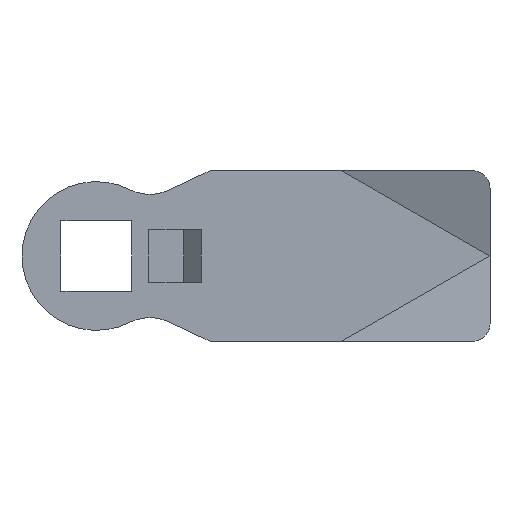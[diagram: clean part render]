
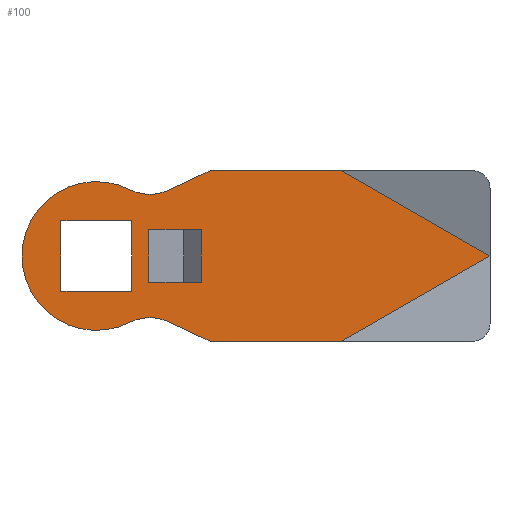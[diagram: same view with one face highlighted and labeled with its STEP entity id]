
A CAD part, front view. The second image highlights one B-rep face of the part: STEP entity #100.
In plain terms, the highlighted planar face has unit normal (0, -1, 0).
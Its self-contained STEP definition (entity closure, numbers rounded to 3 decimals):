
#100 = ADVANCED_FACE( '', ( #207, #208, #209 ), #210, .F. );
#207 = FACE_BOUND( '', #324, .T. );
#208 = FACE_OUTER_BOUND( '', #325, .T. );
#209 = FACE_BOUND( '', #326, .T. );
#210 = PLANE( '', #327 );
#324 = EDGE_LOOP( '', ( #486, #487, #488, #489 ) );
#325 = EDGE_LOOP( '', ( #490, #491, #492, #493, #494, #495, #496, #497, #498 ) );
#326 = EDGE_LOOP( '', ( #499, #500, #501, #502 ) );
#327 = AXIS2_PLACEMENT_3D( '', #503, #504, #505 );
#486 = ORIENTED_EDGE( '', *, *, #756, .F. );
#487 = ORIENTED_EDGE( '', *, *, #757, .T. );
#488 = ORIENTED_EDGE( '', *, *, #758, .T. );
#489 = ORIENTED_EDGE( '', *, *, #753, .F. );
#490 = ORIENTED_EDGE( '', *, *, #759, .T. );
#491 = ORIENTED_EDGE( '', *, *, #741, .T. );
#492 = ORIENTED_EDGE( '', *, *, #760, .F. );
#493 = ORIENTED_EDGE( '', *, *, #732, .F. );
#494 = ORIENTED_EDGE( '', *, *, #725, .T. );
#495 = ORIENTED_EDGE( '', *, *, #711, .T. );
#496 = ORIENTED_EDGE( '', *, *, #749, .F. );
#497 = ORIENTED_EDGE( '', *, *, #761, .T. );
#498 = ORIENTED_EDGE( '', *, *, #762, .F. );
#499 = ORIENTED_EDGE( '', *, *, #763, .T. );
#500 = ORIENTED_EDGE( '', *, *, #764, .T. );
#501 = ORIENTED_EDGE( '', *, *, #727, .T. );
#502 = ORIENTED_EDGE( '', *, *, #765, .T. );
#503 = CARTESIAN_POINT( '', ( -9., 0., 10. ) );
#504 = DIRECTION( '', ( 0., 1., 0. ) );
#505 = DIRECTION( '', ( 0., 0., 1. ) );
#711 = EDGE_CURVE( '', #837, #835, #838, .T. );
#725 = EDGE_CURVE( '', #853, #837, #862, .T. );
#727 = EDGE_CURVE( '', #864, #865, #866, .T. );
#732 = EDGE_CURVE( '', #853, #873, #874, .T. );
#741 = EDGE_CURVE( '', #880, #887, #889, .T. );
#749 = EDGE_CURVE( '', #899, #835, #901, .F. );
#753 = EDGE_CURVE( '', #906, #908, #909, .T. );
#756 = EDGE_CURVE( '', #912, #906, #913, .T. );
#757 = EDGE_CURVE( '', #912, #914, #915, .T. );
#758 = EDGE_CURVE( '', #914, #908, #916, .T. );
#759 = EDGE_CURVE( '', #917, #880, #918, .T. );
#760 = EDGE_CURVE( '', #873, #887, #919, .T. );
#761 = EDGE_CURVE( '', #899, #920, #921, .F. );
#762 = EDGE_CURVE( '', #917, #920, #922, .F. );
#763 = EDGE_CURVE( '', #923, #924, #925, .T. );
#764 = EDGE_CURVE( '', #924, #864, #926, .T. );
#765 = EDGE_CURVE( '', #865, #923, #927, .T. );
#835 = VERTEX_POINT( '', #1015 );
#837 = VERTEX_POINT( '', #1018 );
#838 = LINE( '', #1019, #1020 );
#853 = VERTEX_POINT( '', #1039 );
#862 = LINE( '', #1052, #1053 );
#864 = VERTEX_POINT( '', #1055 );
#865 = VERTEX_POINT( '', #1056 );
#866 = LINE( '', #1057, #1058 );
#873 = VERTEX_POINT( '', #1068 );
#874 = LINE( '', #1069, #1070 );
#880 = VERTEX_POINT( '', #1077 );
#887 = VERTEX_POINT( '', #1088 );
#889 = LINE( '', #1091, #1092 );
#899 = VERTEX_POINT( '', #1103 );
#901 = CIRCLE( '', #1106, 5. );
#906 = VERTEX_POINT( '', #1112 );
#908 = VERTEX_POINT( '', #1115 );
#909 = LINE( '', #1116, #1117 );
#912 = VERTEX_POINT( '', #1121 );
#913 = LINE( '', #1122, #1123 );
#914 = VERTEX_POINT( '', #1124 );
#915 = LINE( '', #1125, #1126 );
#916 = LINE( '', #1127, #1128 );
#917 = VERTEX_POINT( '', #1129 );
#918 = LINE( '', #1130, #1131 );
#919 = LINE( '', #1132, #1133 );
#920 = VERTEX_POINT( '', #1134 );
#921 = CIRCLE( '', #1135, 8.5 );
#922 = CIRCLE( '', #1136, 5. );
#923 = VERTEX_POINT( '', #1137 );
#924 = VERTEX_POINT( '', #1138 );
#925 = LINE( '', #1139, #1140 );
#926 = LINE( '', #1141, #1142 );
#927 = LINE( '', #1143, #1144 );
#1015 = CARTESIAN_POINT( '', ( 8.207, 0., 7.515 ) );
#1018 = CARTESIAN_POINT( '', ( 13., 0., 9.75 ) );
#1019 = CARTESIAN_POINT( '', ( -4.975, 0., 1.368 ) );
#1020 = VECTOR( '', #1252, 1000. );
#1039 = CARTESIAN_POINT( '', ( 28.01, 0., 9.75 ) );
#1052 = CARTESIAN_POINT( '', ( -9., 0., 9.75 ) );
#1053 = VECTOR( '', #1270, 1000. );
#1055 = CARTESIAN_POINT( '', ( 4.05, 0., 4.05 ) );
#1056 = CARTESIAN_POINT( '', ( 4.05, 0., -4.05 ) );
#1057 = CARTESIAN_POINT( '', ( 4.05, 0., 4.05 ) );
#1058 = VECTOR( '', #1271, 1000. );
#1068 = CARTESIAN_POINT( '', ( 45., 0., 0. ) );
#1069 = CARTESIAN_POINT( '', ( 23.317, 0., 12.443 ) );
#1070 = VECTOR( '', #1275, 1000. );
#1077 = CARTESIAN_POINT( '', ( 13., 0., -9.75 ) );
#1088 = CARTESIAN_POINT( '', ( 28.01, 0., -9.75 ) );
#1091 = CARTESIAN_POINT( '', ( -9., 0., -9.75 ) );
#1092 = VECTOR( '', #1285, 1000. );
#1103 = CARTESIAN_POINT( '', ( 3.837, 0., 7.585 ) );
#1106 = AXIS2_PLACEMENT_3D( '', #1297, #1298, #1299 );
#1112 = CARTESIAN_POINT( '', ( 6., 0., -3. ) );
#1115 = CARTESIAN_POINT( '', ( 12., 0., -3. ) );
#1116 = CARTESIAN_POINT( '', ( 6., 0., -3. ) );
#1117 = VECTOR( '', #1302, 1000. );
#1121 = CARTESIAN_POINT( '', ( 6., 0., 3. ) );
#1122 = CARTESIAN_POINT( '', ( 6., 0., 3. ) );
#1123 = VECTOR( '', #1304, 1000. );
#1124 = CARTESIAN_POINT( '', ( 12., 0., 3. ) );
#1125 = CARTESIAN_POINT( '', ( 6., 0., 3. ) );
#1126 = VECTOR( '', #1305, 1000. );
#1127 = CARTESIAN_POINT( '', ( 12., 0., 3. ) );
#1128 = VECTOR( '', #1306, 1000. );
#1129 = CARTESIAN_POINT( '', ( 8.207, 0., -7.515 ) );
#1130 = CARTESIAN_POINT( '', ( -12.635, 0., 2.204 ) );
#1131 = VECTOR( '', #1307, 1000. );
#1132 = CARTESIAN_POINT( '', ( 49.337, 0., 2.489 ) );
#1133 = VECTOR( '', #1308, 1000. );
#1134 = CARTESIAN_POINT( '', ( 3.837, 0., -7.585 ) );
#1135 = AXIS2_PLACEMENT_3D( '', #1309, #1310, #1311 );
#1136 = AXIS2_PLACEMENT_3D( '', #1312, #1313, #1314 );
#1137 = CARTESIAN_POINT( '', ( -4.05, 0., -4.05 ) );
#1138 = CARTESIAN_POINT( '', ( -4.05, 0., 4.05 ) );
#1139 = CARTESIAN_POINT( '', ( -4.05, 0., -4.05 ) );
#1140 = VECTOR( '', #1315, 1000. );
#1141 = CARTESIAN_POINT( '', ( -4.05, 0., 4.05 ) );
#1142 = VECTOR( '', #1316, 1000. );
#1143 = CARTESIAN_POINT( '', ( 4.05, 0., -4.05 ) );
#1144 = VECTOR( '', #1317, 1000. );
#1252 = DIRECTION( '', ( -0.906, 0., -0.423 ) );
#1270 = DIRECTION( '', ( -1., 0., 0. ) );
#1271 = DIRECTION( '', ( 0., 0., -1. ) );
#1275 = DIRECTION( '', ( 0.867, 0., -0.498 ) );
#1285 = DIRECTION( '', ( 1., 0., 0. ) );
#1297 = CARTESIAN_POINT( '', ( 6.094, 0., 12.046 ) );
#1298 = DIRECTION( '', ( 0., 1., 0. ) );
#1299 = DIRECTION( '', ( 0., 0., 1. ) );
#1302 = DIRECTION( '', ( 1., 0., 0. ) );
#1304 = DIRECTION( '', ( 0., 0., -1. ) );
#1305 = DIRECTION( '', ( 1., 0., 0. ) );
#1306 = DIRECTION( '', ( 0., 0., -1. ) );
#1307 = DIRECTION( '', ( 0.906, 0., -0.423 ) );
#1308 = DIRECTION( '', ( -0.867, 0., -0.498 ) );
#1309 = CARTESIAN_POINT( '', ( 0., 0., 0. ) );
#1310 = DIRECTION( '', ( 0., 1., 0. ) );
#1311 = DIRECTION( '', ( 0., 0., 1. ) );
#1312 = CARTESIAN_POINT( '', ( 6.094, 0., -12.046 ) );
#1313 = DIRECTION( '', ( 0., 1., 0. ) );
#1314 = DIRECTION( '', ( 0., 0., 1. ) );
#1315 = DIRECTION( '', ( 0., 0., 1. ) );
#1316 = DIRECTION( '', ( 1., 0., 0. ) );
#1317 = DIRECTION( '', ( -1., 0., 0. ) );
